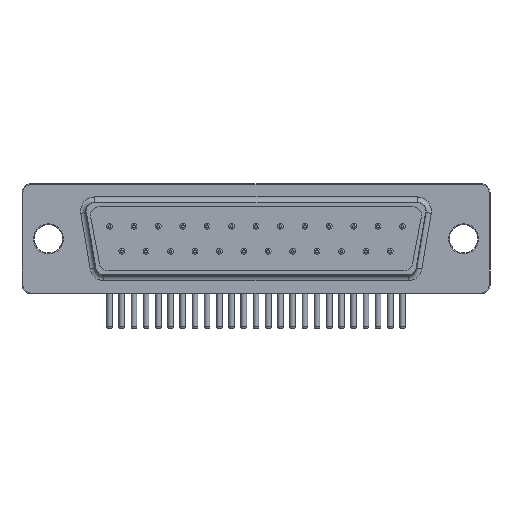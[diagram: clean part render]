
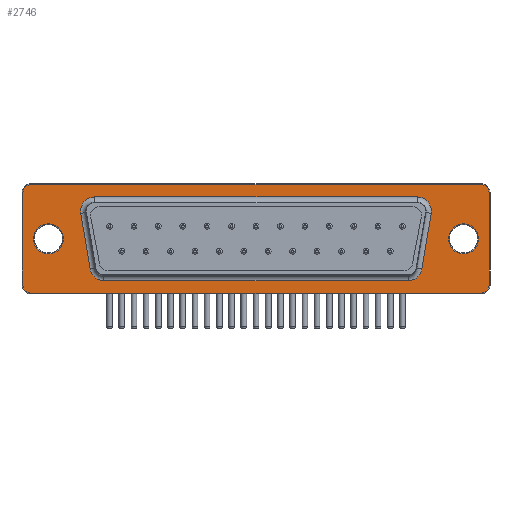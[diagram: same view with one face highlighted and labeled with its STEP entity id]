
A CAD part, front view. The second image highlights one B-rep face of the part: STEP entity #2746.
In plain terms, the highlighted planar face has unit normal (0, -1, 0).
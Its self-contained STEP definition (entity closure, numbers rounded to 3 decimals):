
#2547 = VERTEX_POINT('',#2548);
#2548 = CARTESIAN_POINT('',(-3.257,-12.54,9.137));
#2557 = VERTEX_POINT('',#2558);
#2558 = CARTESIAN_POINT('',(-1.679,-12.54,11.));
#2565 = EDGE_CURVE('',#2547,#2557,#2566,.T.);
#2566 = CIRCLE('',#2567,1.6);
#2567 = AXIS2_PLACEMENT_3D('',#2568,#2569,#2570);
#2568 = CARTESIAN_POINT('',(-1.679,-12.54,9.4));
#2569 = DIRECTION('',(0.,1.,0.));
#2570 = DIRECTION('',(-0.986,0.,
-0.165));
#2581 = EDGE_CURVE('',#2557,#2582,#2584,.T.);
#2582 = VERTEX_POINT('',#2583);
#2583 = CARTESIAN_POINT('',(34.919,-12.54,11.));
#2584 = LINE('',#2585,#2586);
#2585 = CARTESIAN_POINT('',(-1.679,-12.54,11.));
#2586 = VECTOR('',#2587,1.);
#2587 = DIRECTION('',(1.,0.,0.));
#2606 = VERTEX_POINT('',#2607);
#2607 = CARTESIAN_POINT('',(-2.206,-12.54,2.837));
#2614 = EDGE_CURVE('',#2606,#2547,#2615,.T.);
#2615 = LINE('',#2616,#2617);
#2616 = CARTESIAN_POINT('',(-2.206,-12.54,2.837));
#2617 = VECTOR('',#2618,1.);
#2618 = DIRECTION('',(-0.165,0.,0.986)
);
#2633 = VERTEX_POINT('',#2634);
#2634 = CARTESIAN_POINT('',(36.497,-12.54,9.137));
#2641 = EDGE_CURVE('',#2582,#2633,#2642,.T.);
#2642 = CIRCLE('',#2643,1.6);
#2643 = AXIS2_PLACEMENT_3D('',#2644,#2645,#2646);
#2644 = CARTESIAN_POINT('',(34.919,-12.54,9.4));
#2645 = DIRECTION('',(0.,1.,0.));
#2646 = DIRECTION('',(0.,0.,1.));
#2657 = VERTEX_POINT('',#2658);
#2658 = CARTESIAN_POINT('',(-0.628,-12.54,1.5));
#2667 = EDGE_CURVE('',#2657,#2606,#2668,.T.);
#2668 = CIRCLE('',#2669,1.6);
#2669 = AXIS2_PLACEMENT_3D('',#2670,#2671,#2672);
#2670 = CARTESIAN_POINT('',(-0.628,-12.54,3.1));
#2671 = DIRECTION('',(0.,1.,0.));
#2672 = DIRECTION('',(0.,0.,-1.));
#2683 = EDGE_CURVE('',#2633,#2684,#2686,.T.);
#2684 = VERTEX_POINT('',#2685);
#2685 = CARTESIAN_POINT('',(35.446,-12.54,2.837));
#2686 = LINE('',#2687,#2688);
#2687 = CARTESIAN_POINT('',(36.497,-12.54,9.137));
#2688 = VECTOR('',#2689,1.);
#2689 = DIRECTION('',(-0.165,0.,
-0.986));
#2708 = VERTEX_POINT('',#2709);
#2709 = CARTESIAN_POINT('',(33.868,-12.54,1.5));
#2716 = EDGE_CURVE('',#2708,#2657,#2717,.T.);
#2717 = LINE('',#2718,#2719);
#2718 = CARTESIAN_POINT('',(33.868,-12.54,1.5));
#2719 = VECTOR('',#2720,1.);
#2720 = DIRECTION('',(-1.,0.,0.));
#2735 = EDGE_CURVE('',#2684,#2708,#2736,.T.);
#2736 = CIRCLE('',#2737,1.6);
#2737 = AXIS2_PLACEMENT_3D('',#2738,#2739,#2740);
#2738 = CARTESIAN_POINT('',(33.868,-12.54,3.1));
#2739 = DIRECTION('',(0.,1.,0.));
#2740 = DIRECTION('',(0.986,0.,-0.165
));
#2746 = ADVANCED_FACE('',(#2747,#2757,#2827,#2838),#2849,.T.);
#2747 = FACE_BOUND('',#2748,.T.);
#2748 = EDGE_LOOP('',(#2749,#2750,#2751,#2752,#2753,#2754,#2755,#2756));
#2749 = ORIENTED_EDGE('',*,*,#2667,.T.);
#2750 = ORIENTED_EDGE('',*,*,#2614,.T.);
#2751 = ORIENTED_EDGE('',*,*,#2565,.T.);
#2752 = ORIENTED_EDGE('',*,*,#2581,.T.);
#2753 = ORIENTED_EDGE('',*,*,#2641,.T.);
#2754 = ORIENTED_EDGE('',*,*,#2683,.T.);
#2755 = ORIENTED_EDGE('',*,*,#2735,.T.);
#2756 = ORIENTED_EDGE('',*,*,#2716,.T.);
#2757 = FACE_BOUND('',#2758,.T.);
#2758 = EDGE_LOOP('',(#2759,#2769,#2778,#2786,#2795,#2803,#2812,#2820));
#2759 = ORIENTED_EDGE('',*,*,#2760,.T.);
#2760 = EDGE_CURVE('',#2761,#2763,#2765,.T.);
#2761 = VERTEX_POINT('',#2762);
#2762 = CARTESIAN_POINT('',(42.17,-12.54,12.4));
#2763 = VERTEX_POINT('',#2764);
#2764 = CARTESIAN_POINT('',(-8.93,-12.54,12.4));
#2765 = LINE('',#2766,#2767);
#2766 = CARTESIAN_POINT('',(42.17,-12.54,12.4));
#2767 = VECTOR('',#2768,1.);
#2768 = DIRECTION('',(-1.,0.,0.));
#2769 = ORIENTED_EDGE('',*,*,#2770,.T.);
#2770 = EDGE_CURVE('',#2763,#2771,#2773,.T.);
#2771 = VERTEX_POINT('',#2772);
#2772 = CARTESIAN_POINT('',(-9.83,-12.54,11.5));
#2773 = CIRCLE('',#2774,0.9);
#2774 = AXIS2_PLACEMENT_3D('',#2775,#2776,#2777);
#2775 = CARTESIAN_POINT('',(-8.93,-12.54,11.5));
#2776 = DIRECTION('',(0.,-1.,0.));
#2777 = DIRECTION('',(0.,0.,1.));
#2778 = ORIENTED_EDGE('',*,*,#2779,.T.);
#2779 = EDGE_CURVE('',#2771,#2780,#2782,.T.);
#2780 = VERTEX_POINT('',#2781);
#2781 = CARTESIAN_POINT('',(-9.83,-12.54,1.));
#2782 = LINE('',#2783,#2784);
#2783 = CARTESIAN_POINT('',(-9.83,-12.54,11.5));
#2784 = VECTOR('',#2785,1.);
#2785 = DIRECTION('',(0.,0.,-1.));
#2786 = ORIENTED_EDGE('',*,*,#2787,.T.);
#2787 = EDGE_CURVE('',#2780,#2788,#2790,.T.);
#2788 = VERTEX_POINT('',#2789);
#2789 = CARTESIAN_POINT('',(-8.93,-12.54,0.1));
#2790 = CIRCLE('',#2791,0.9);
#2791 = AXIS2_PLACEMENT_3D('',#2792,#2793,#2794);
#2792 = CARTESIAN_POINT('',(-8.93,-12.54,1.));
#2793 = DIRECTION('',(0.,-1.,0.));
#2794 = DIRECTION('',(-1.,0.,0.));
#2795 = ORIENTED_EDGE('',*,*,#2796,.T.);
#2796 = EDGE_CURVE('',#2788,#2797,#2799,.T.);
#2797 = VERTEX_POINT('',#2798);
#2798 = CARTESIAN_POINT('',(42.17,-12.54,0.1));
#2799 = LINE('',#2800,#2801);
#2800 = CARTESIAN_POINT('',(-8.93,-12.54,0.1));
#2801 = VECTOR('',#2802,1.);
#2802 = DIRECTION('',(1.,0.,0.));
#2803 = ORIENTED_EDGE('',*,*,#2804,.T.);
#2804 = EDGE_CURVE('',#2797,#2805,#2807,.T.);
#2805 = VERTEX_POINT('',#2806);
#2806 = CARTESIAN_POINT('',(43.07,-12.54,1.));
#2807 = CIRCLE('',#2808,0.9);
#2808 = AXIS2_PLACEMENT_3D('',#2809,#2810,#2811);
#2809 = CARTESIAN_POINT('',(42.17,-12.54,1.));
#2810 = DIRECTION('',(0.,-1.,0.));
#2811 = DIRECTION('',(0.,0.,-1.));
#2812 = ORIENTED_EDGE('',*,*,#2813,.T.);
#2813 = EDGE_CURVE('',#2805,#2814,#2816,.T.);
#2814 = VERTEX_POINT('',#2815);
#2815 = CARTESIAN_POINT('',(43.07,-12.54,11.5));
#2816 = LINE('',#2817,#2818);
#2817 = CARTESIAN_POINT('',(43.07,-12.54,1.));
#2818 = VECTOR('',#2819,1.);
#2819 = DIRECTION('',(0.,0.,1.));
#2820 = ORIENTED_EDGE('',*,*,#2821,.T.);
#2821 = EDGE_CURVE('',#2814,#2761,#2822,.T.);
#2822 = CIRCLE('',#2823,0.9);
#2823 = AXIS2_PLACEMENT_3D('',#2824,#2825,#2826);
#2824 = CARTESIAN_POINT('',(42.17,-12.54,11.5));
#2825 = DIRECTION('',(0.,-1.,0.));
#2826 = DIRECTION('',(1.,0.,0.));
#2827 = FACE_BOUND('',#2828,.T.);
#2828 = EDGE_LOOP('',(#2829));
#2829 = ORIENTED_EDGE('',*,*,#2830,.F.);
#2830 = EDGE_CURVE('',#2831,#2831,#2833,.T.);
#2831 = VERTEX_POINT('',#2832);
#2832 = CARTESIAN_POINT('',(-5.23,-12.54,6.25));
#2833 = CIRCLE('',#2834,1.7);
#2834 = AXIS2_PLACEMENT_3D('',#2835,#2836,#2837);
#2835 = CARTESIAN_POINT('',(-6.93,-12.54,6.25));
#2836 = DIRECTION('',(0.,-1.,0.));
#2837 = DIRECTION('',(1.,0.,0.));
#2838 = FACE_BOUND('',#2839,.T.);
#2839 = EDGE_LOOP('',(#2840));
#2840 = ORIENTED_EDGE('',*,*,#2841,.F.);
#2841 = EDGE_CURVE('',#2842,#2842,#2844,.T.);
#2842 = VERTEX_POINT('',#2843);
#2843 = CARTESIAN_POINT('',(41.87,-12.54,6.25));
#2844 = CIRCLE('',#2845,1.7);
#2845 = AXIS2_PLACEMENT_3D('',#2846,#2847,#2848);
#2846 = CARTESIAN_POINT('',(40.17,-12.54,6.25));
#2847 = DIRECTION('',(0.,-1.,0.));
#2848 = DIRECTION('',(1.,0.,0.));
#2849 = PLANE('',#2850);
#2850 = AXIS2_PLACEMENT_3D('',#2851,#2852,#2853);
#2851 = CARTESIAN_POINT('',(16.62,-12.54,6.25));
#2852 = DIRECTION('',(0.,-1.,0.));
#2853 = DIRECTION('',(1.,0.,0.));
